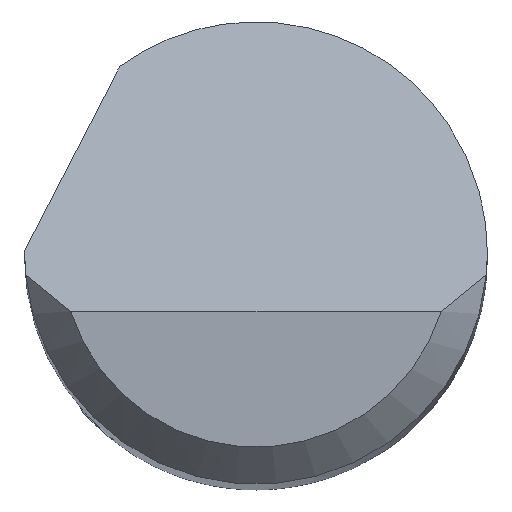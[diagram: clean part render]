
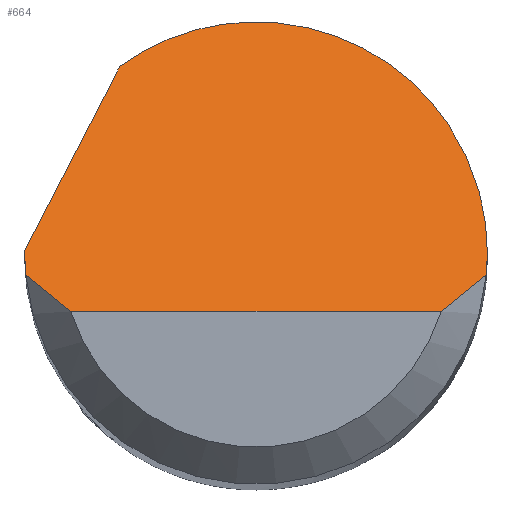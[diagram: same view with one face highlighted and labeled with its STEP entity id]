
A CAD part, top view. The second image highlights one B-rep face of the part: STEP entity #664.
In plain terms, the highlighted planar face has unit normal (0, 0.707, 0.707).
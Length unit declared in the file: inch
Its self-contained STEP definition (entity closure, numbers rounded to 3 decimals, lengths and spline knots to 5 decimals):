
#15 =( BOUNDED_CURVE ( )  B_SPLINE_CURVE ( 3, ( #582, #427, #493, #947 ),
 .UNSPECIFIED., .F., .T. ) 
 B_SPLINE_CURVE_WITH_KNOTS ( ( 4, 4 ),
 ( 4.71239, 4.72306 ),
 .UNSPECIFIED. ) 
 CURVE ( )  GEOMETRIC_REPRESENTATION_ITEM ( )  RATIONAL_B_SPLINE_CURVE ( ( 1., 1., 1., 1. ) ) 
 REPRESENTATION_ITEM ( '' )  );
#25 = B_SPLINE_CURVE_WITH_KNOTS ( 'NONE', 3,
 ( #46, #286, #574, #186 ),
 .UNSPECIFIED., .F., .F.,
 ( 4, 4 ),
 ( 0., 0.00071 ),
 .UNSPECIFIED. ) ;
#38 = LINE ( 'NONE', #114, #463 ) ;
#39 = CARTESIAN_POINT ( 'NONE',  ( 0.09361, -0.00584, 1.48209 ) ) ;
#46 = CARTESIAN_POINT ( 'NONE',  ( 0.07508, -0.02375, 1.5 ) ) ;
#52 = VERTEX_POINT ( 'NONE', #577 ) ;
#68 = VERTEX_POINT ( 'NONE', #885 ) ;
#72 = CARTESIAN_POINT ( 'NONE',  ( -0.08761, -0.01397, 1.49022 ) ) ;
#84 = ORIENTED_EDGE ( 'NONE', *, *, #91, .T. ) ;
#87 = CARTESIAN_POINT ( 'NONE',  ( 0.09375, 0., 1.47625 ) ) ;
#91 = EDGE_CURVE ( 'NONE', #671, #351, #263, .T. ) ;
#102 = CARTESIAN_POINT ( 'NONE',  ( -0.09361, -0.00584, 1.48209 ) ) ;
#104 = VERTEX_POINT ( 'NONE', #799 ) ;
#106 = CARTESIAN_POINT ( 'NONE',  ( -0.09334, -0.00875, 1.485 ) ) ;
#114 = CARTESIAN_POINT ( 'NONE',  ( -0.10502, -0.02084, 1.49709 ) ) ;
#186 = CARTESIAN_POINT ( 'NONE',  ( 0.09334, -0.00875, 1.485 ) ) ;
#208 = EDGE_CURVE ( 'NONE', #755, #243, #15, .T. ) ;
#225 = CARTESIAN_POINT ( 'NONE',  ( -0.07508, -0.02375, 1.5 ) ) ;
#227 = DIRECTION ( 'NONE',  ( 0., 0.707, -0.707 ) ) ;
#243 = VERTEX_POINT ( 'NONE', #656 ) ;
#251 = CARTESIAN_POINT ( 'NONE',  ( -0.09375, 0., 1.47625 ) ) ;
#262 = ORIENTED_EDGE ( 'NONE', *, *, #378, .F. ) ;
#263 = B_SPLINE_CURVE_WITH_KNOTS ( 'NONE', 3,
 ( #662, #72, #362, #874 ),
 .UNSPECIFIED., .F., .F.,
 ( 4, 4 ),
 ( 0., 0.00071 ),
 .UNSPECIFIED. ) ;
#265 = CARTESIAN_POINT ( 'NONE',  ( 0.09375, 0., 1.47625 ) ) ;
#286 = CARTESIAN_POINT ( 'NONE',  ( 0.08157, -0.019, 1.49525 ) ) ;
#306 = CARTESIAN_POINT ( 'NONE',  ( -0.09375, -0.02375, 1.5 ) ) ;
#310 = DIRECTION ( 'NONE',  ( 0., -0.707, -0.707 ) ) ;
#329 = DIRECTION ( 'NONE',  ( 0.343, 0.664, -0.664 ) ) ;
#335 = ORIENTED_EDGE ( 'NONE', *, *, #363, .F. ) ;
#351 = VERTEX_POINT ( 'NONE', #225 ) ;
#362 = CARTESIAN_POINT ( 'NONE',  ( -0.08157, -0.019, 1.49525 ) ) ;
#363 = EDGE_CURVE ( 'NONE', #104, #957, #468, .T. ) ;
#370 = PLANE ( 'NONE',  #402 ) ;
#372 = EDGE_LOOP ( 'NONE', ( #594, #588, #262, #335, #855, #949, #451, #84 ) ) ;
#376 = CARTESIAN_POINT ( 'NONE',  ( -0.05508, 0.07587, 1.40038 ) ) ;
#378 = EDGE_CURVE ( 'NONE', #957, #68, #674, .T. ) ;
#402 = AXIS2_PLACEMENT_3D ( 'NONE', #306, #310, #227 ) ;
#427 = CARTESIAN_POINT ( 'NONE',  ( -0.09375, 0.00033, 1.47592 ) ) ;
#451 = ORIENTED_EDGE ( 'NONE', *, *, #748, .F. ) ;
#463 = VECTOR ( 'NONE', #329, 39.37008 ) ;
#468 =( BOUNDED_CURVE ( )  B_SPLINE_CURVE ( 3, ( #376, #523, #602, #87 ),
 .UNSPECIFIED., .F., .T. ) 
 B_SPLINE_CURVE_WITH_KNOTS ( ( 4, 4 ),
 ( 5.65523, 7.85398 ),
 .UNSPECIFIED. ) 
 CURVE ( )  GEOMETRIC_REPRESENTATION_ITEM ( )  RATIONAL_B_SPLINE_CURVE ( ( 1., 0.636, 0.636, 1. ) ) 
 REPRESENTATION_ITEM ( '' )  );
#476 = CARTESIAN_POINT ( 'NONE',  ( -0.09375, 0., 1.47625 ) ) ;
#493 = CARTESIAN_POINT ( 'NONE',  ( -0.09375, 0.00067, 1.47558 ) ) ;
#523 = CARTESIAN_POINT ( 'NONE',  ( 0.01576, 0.12729, 1.34896 ) ) ;
#526 = VECTOR ( 'NONE', #553, 39.37008 ) ;
#534 =( BOUNDED_CURVE ( )  B_SPLINE_CURVE ( 3, ( #106, #102, #917, #251 ),
 .UNSPECIFIED., .F., .F. ) 
 B_SPLINE_CURVE_WITH_KNOTS ( ( 4, 4 ),
 ( 4.61892, 4.71239 ),
 .UNSPECIFIED. ) 
 CURVE ( )  GEOMETRIC_REPRESENTATION_ITEM ( )  RATIONAL_B_SPLINE_CURVE ( ( 1., 0.999, 0.999, 1. ) ) 
 REPRESENTATION_ITEM ( '' )  );
#547 = LINE ( 'NONE', #613, #526 ) ;
#553 = DIRECTION ( 'NONE',  ( 1., 0., 0. ) ) ;
#574 = CARTESIAN_POINT ( 'NONE',  ( 0.08761, -0.01397, 1.49022 ) ) ;
#577 = CARTESIAN_POINT ( 'NONE',  ( 0.07508, -0.02375, 1.5 ) ) ;
#582 = CARTESIAN_POINT ( 'NONE',  ( -0.09375, 0., 1.47625 ) ) ;
#588 = ORIENTED_EDGE ( 'NONE', *, *, #935, .T. ) ;
#594 = ORIENTED_EDGE ( 'NONE', *, *, #738, .T. ) ;
#602 = CARTESIAN_POINT ( 'NONE',  ( 0.09375, 0.08754, 1.38871 ) ) ;
#613 = CARTESIAN_POINT ( 'NONE',  ( 0., -0.02375, 1.5 ) ) ;
#626 = CARTESIAN_POINT ( 'NONE',  ( 0.09334, -0.00875, 1.485 ) ) ;
#629 = CARTESIAN_POINT ( 'NONE',  ( 0.09375, -0.00292, 1.47917 ) ) ;
#656 = CARTESIAN_POINT ( 'NONE',  ( -0.09374, 0.001, 1.47525 ) ) ;
#662 = CARTESIAN_POINT ( 'NONE',  ( -0.09334, -0.00875, 1.485 ) ) ;
#664 = ADVANCED_FACE ( 'NONE', ( #827 ), #370, .F. ) ;
#671 = VERTEX_POINT ( 'NONE', #684 ) ;
#674 =( BOUNDED_CURVE ( )  B_SPLINE_CURVE ( 3, ( #265, #629, #39, #626 ),
 .UNSPECIFIED., .F., .T. ) 
 B_SPLINE_CURVE_WITH_KNOTS ( ( 4, 4 ),
 ( 1.5708, 1.66427 ),
 .UNSPECIFIED. ) 
 CURVE ( )  GEOMETRIC_REPRESENTATION_ITEM ( )  RATIONAL_B_SPLINE_CURVE ( ( 1., 0.999, 0.999, 1. ) ) 
 REPRESENTATION_ITEM ( '' )  );
#684 = CARTESIAN_POINT ( 'NONE',  ( -0.09334, -0.00875, 1.485 ) ) ;
#738 = EDGE_CURVE ( 'NONE', #351, #52, #547, .T. ) ;
#748 = EDGE_CURVE ( 'NONE', #671, #755, #534, .T. ) ;
#755 = VERTEX_POINT ( 'NONE', #476 ) ;
#799 = CARTESIAN_POINT ( 'NONE',  ( -0.05508, 0.07587, 1.40038 ) ) ;
#809 = EDGE_CURVE ( 'NONE', #243, #104, #38, .T. ) ;
#827 = FACE_OUTER_BOUND ( 'NONE', #372, .T. ) ;
#855 = ORIENTED_EDGE ( 'NONE', *, *, #809, .F. ) ;
#870 = CARTESIAN_POINT ( 'NONE',  ( 0.09375, 0., 1.47625 ) ) ;
#874 = CARTESIAN_POINT ( 'NONE',  ( -0.07508, -0.02375, 1.5 ) ) ;
#885 = CARTESIAN_POINT ( 'NONE',  ( 0.09334, -0.00875, 1.485 ) ) ;
#917 = CARTESIAN_POINT ( 'NONE',  ( -0.09375, -0.00292, 1.47917 ) ) ;
#935 = EDGE_CURVE ( 'NONE', #52, #68, #25, .T. ) ;
#947 = CARTESIAN_POINT ( 'NONE',  ( -0.09374, 0.001, 1.47525 ) ) ;
#949 = ORIENTED_EDGE ( 'NONE', *, *, #208, .F. ) ;
#957 = VERTEX_POINT ( 'NONE', #870 ) ;
